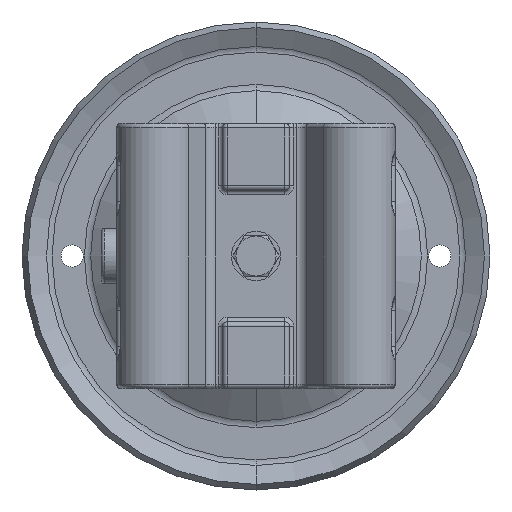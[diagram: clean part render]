
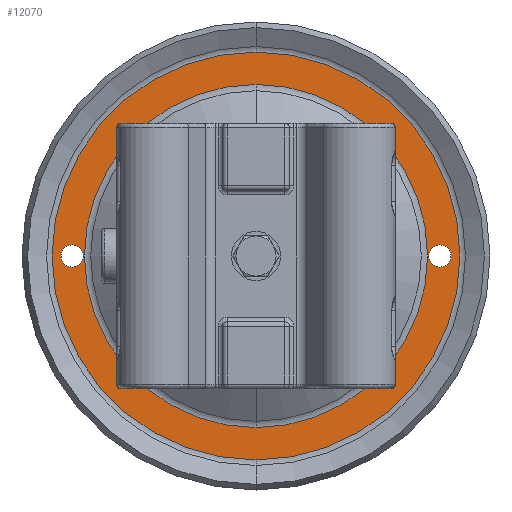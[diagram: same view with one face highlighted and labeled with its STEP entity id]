
A CAD part, front view. The second image highlights one B-rep face of the part: STEP entity #12070.
In plain terms, the highlighted planar face has unit normal (0, -1, 0).
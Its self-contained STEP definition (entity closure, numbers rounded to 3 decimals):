
#1607 = DIRECTION ( 'NONE',  ( 0., 0., -1. ) ) ;
#1608 = DIRECTION ( 'NONE',  ( 0., -1., 0. ) ) ;
#1609 = CARTESIAN_POINT ( 'NONE',  ( 82.5, 461., 0. ) ) ;
#1610 = AXIS2_PLACEMENT_3D ( 'NONE', #1609, #1608, #1607 ) ;
#1611 = CIRCLE ( 'NONE', #1610, 5. ) ;
#1659 = CARTESIAN_POINT ( 'NONE',  ( 82.5, 461., -5. ) ) ;
#1664 = CARTESIAN_POINT ( 'NONE',  ( 82.5, 461., 5. ) ) ;
#1692 = CARTESIAN_POINT ( 'NONE',  ( 0., 461., -91.5 ) ) ;
#1716 = CARTESIAN_POINT ( 'NONE',  ( 0., 461., 77. ) ) ;
#1737 = DIRECTION ( 'NONE',  ( 0., 0., 1. ) ) ;
#1738 = DIRECTION ( 'NONE',  ( 0., -1., 0. ) ) ;
#1739 = CARTESIAN_POINT ( 'NONE',  ( 0., 461., 0. ) ) ;
#1740 = AXIS2_PLACEMENT_3D ( 'NONE', #1739, #1738, #1737 ) ;
#1741 = CIRCLE ( 'NONE', #1740, 77. ) ;
#1743 = CARTESIAN_POINT ( 'NONE',  ( 0., 461., -77. ) ) ;
#1774 = CARTESIAN_POINT ( 'NONE',  ( 0., 461., 91.5 ) ) ;
#1775 = DIRECTION ( 'NONE',  ( 0., 0., 1. ) ) ;
#1776 = DIRECTION ( 'NONE',  ( 0., -1., 0. ) ) ;
#1777 = CARTESIAN_POINT ( 'NONE',  ( 0., 461., 0. ) ) ;
#1778 = AXIS2_PLACEMENT_3D ( 'NONE', #1777, #1776, #1775 ) ;
#1779 = CIRCLE ( 'NONE', #1778, 91.5 ) ;
#1990 = CARTESIAN_POINT ( 'NONE',  ( 0., 461., 0. ) ) ;
#2009 = DIRECTION ( 'NONE',  ( 0., 0., -1. ) ) ;
#2010 = DIRECTION ( 'NONE',  ( 0., -1., 0. ) ) ;
#2011 = CARTESIAN_POINT ( 'NONE',  ( 82.5, 461., 0. ) ) ;
#2012 = AXIS2_PLACEMENT_3D ( 'NONE', #2011, #2010, #2009 ) ;
#2013 = CIRCLE ( 'NONE', #2012, 5. ) ;
#2045 = DIRECTION ( 'NONE',  ( 0., 0., 1. ) ) ;
#2046 = DIRECTION ( 'NONE',  ( 0., -1., 0. ) ) ;
#2047 = AXIS2_PLACEMENT_3D ( 'NONE', #1990, #2046, #2045 ) ;
#2048 = CIRCLE ( 'NONE', #2047, 91.5 ) ;
#2769 = CARTESIAN_POINT ( 'NONE',  ( -82.5, 461., 5. ) ) ;
#2770 = DIRECTION ( 'NONE',  ( 0., 0., -1. ) ) ;
#2771 = DIRECTION ( 'NONE',  ( 0., -1., 0. ) ) ;
#2772 = CARTESIAN_POINT ( 'NONE',  ( -82.5, 461., 0. ) ) ;
#2773 = AXIS2_PLACEMENT_3D ( 'NONE', #2772, #2771, #2770 ) ;
#2774 = CIRCLE ( 'NONE', #2773, 5. ) ;
#2775 = CARTESIAN_POINT ( 'NONE',  ( -82.5, 461., -5. ) ) ;
#3838 = DIRECTION ( 'NONE',  ( 0., 0., -1. ) ) ;
#3839 = DIRECTION ( 'NONE',  ( 0., 1., 0. ) ) ;
#3841 = CARTESIAN_POINT ( 'NONE',  ( -77., 461., 0. ) ) ;
#3843 = AXIS2_PLACEMENT_3D ( 'NONE', #3841, #3839, #3838 ) ;
#3844 = PLANE ( 'NONE',  #3843 ) ;
#3850 = FACE_BOUND ( 'NONE', #12055, .T. ) ;
#3851 = FACE_OUTER_BOUND ( 'NONE', #12052, .T. ) ;
#3853 = FACE_BOUND ( 'NONE', #11998, .T. ) ;
#3855 = FACE_BOUND ( 'NONE', #12071, .T. ) ;
#3857 = DIRECTION ( 'NONE',  ( 0., 0., 1. ) ) ;
#3859 = DIRECTION ( 'NONE',  ( 0., -1., 0. ) ) ;
#3861 = CARTESIAN_POINT ( 'NONE',  ( 0., 461., 0. ) ) ;
#3862 = AXIS2_PLACEMENT_3D ( 'NONE', #3861, #3859, #3857 ) ;
#3864 = CIRCLE ( 'NONE', #3862, 77. ) ;
#3963 = DIRECTION ( 'NONE',  ( 0., 0., -1. ) ) ;
#3966 = DIRECTION ( 'NONE',  ( 0., -1., 0. ) ) ;
#3968 = CARTESIAN_POINT ( 'NONE',  ( -82.5, 461., 0. ) ) ;
#3969 = AXIS2_PLACEMENT_3D ( 'NONE', #3968, #3966, #3963 ) ;
#3971 = CIRCLE ( 'NONE', #3969, 5. ) ;
#9942 = EDGE_CURVE ( 'NONE', #9947, #9944, #1611, .T. ) ;
#9944 = VERTEX_POINT ( 'NONE', #1664 ) ;
#9947 = VERTEX_POINT ( 'NONE', #1659 ) ;
#9963 = VERTEX_POINT ( 'NONE', #1692 ) ;
#9982 = VERTEX_POINT ( 'NONE', #1716 ) ;
#9998 = VERTEX_POINT ( 'NONE', #1743 ) ;
#10001 = EDGE_CURVE ( 'NONE', #9998, #9982, #1741, .T. ) ;
#10014 = EDGE_CURVE ( 'NONE', #9963, #10015, #1779, .T. ) ;
#10015 = VERTEX_POINT ( 'NONE', #1774 ) ;
#10129 = EDGE_CURVE ( 'NONE', #9944, #9947, #2013, .T. ) ;
#10139 = EDGE_CURVE ( 'NONE', #10015, #9963, #2048, .T. ) ;
#10531 = VERTEX_POINT ( 'NONE', #2775 ) ;
#10533 = EDGE_CURVE ( 'NONE', #10531, #10534, #2774, .T. ) ;
#10534 = VERTEX_POINT ( 'NONE', #2769 ) ;
#11998 = EDGE_LOOP ( 'NONE', ( #12050, #12051 ) ) ;
#12049 = ORIENTED_EDGE ( 'NONE', *, *, #10533, .F. ) ;
#12050 = ORIENTED_EDGE ( 'NONE', *, *, #12069, .F. ) ;
#12051 = ORIENTED_EDGE ( 'NONE', *, *, #10001, .F. ) ;
#12052 = EDGE_LOOP ( 'NONE', ( #12053, #12054 ) ) ;
#12053 = ORIENTED_EDGE ( 'NONE', *, *, #10139, .T. ) ;
#12054 = ORIENTED_EDGE ( 'NONE', *, *, #10014, .T. ) ;
#12055 = EDGE_LOOP ( 'NONE', ( #12056, #12057 ) ) ;
#12056 = ORIENTED_EDGE ( 'NONE', *, *, #10129, .F. ) ;
#12057 = ORIENTED_EDGE ( 'NONE', *, *, #9942, .F. ) ;
#12069 = EDGE_CURVE ( 'NONE', #9982, #9998, #3864, .T. ) ;
#12070 = ADVANCED_FACE ( 'NONE', ( #3855, #3853, #3851, #3850 ), #3844, .F. ) ;
#12071 = EDGE_LOOP ( 'NONE', ( #12072, #12049 ) ) ;
#12072 = ORIENTED_EDGE ( 'NONE', *, *, #12073, .F. ) ;
#12073 = EDGE_CURVE ( 'NONE', #10534, #10531, #3971, .T. ) ;
